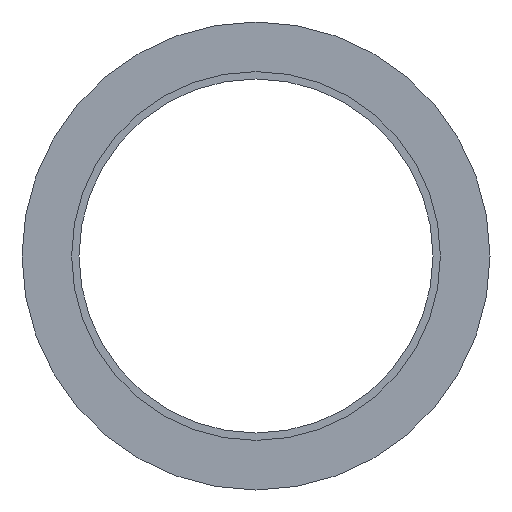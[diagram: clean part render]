
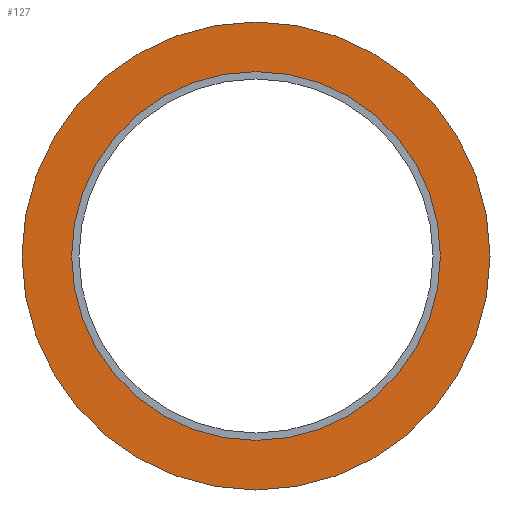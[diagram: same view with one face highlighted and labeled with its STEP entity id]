
A CAD part, front view. The second image highlights one B-rep face of the part: STEP entity #127.
In plain terms, the highlighted planar face has unit normal (0, -1, 0).
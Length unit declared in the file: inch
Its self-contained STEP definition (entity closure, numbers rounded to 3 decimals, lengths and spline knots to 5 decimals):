
#2 = CARTESIAN_POINT ( 'NONE',  ( -0.591, 0., 0. ) ) ;
#3 = DIRECTION ( 'NONE',  ( 0., -1., 0. ) ) ;
#25 = AXIS2_PLACEMENT_3D ( 'NONE', #290, #146, #107 ) ;
#60 = DIRECTION ( 'NONE',  ( -1., 0., 0. ) ) ;
#72 = ORIENTED_EDGE ( 'NONE', *, *, #168, .T. ) ;
#78 = EDGE_CURVE ( 'NONE', #275, #283, #194, .T. ) ;
#88 = CARTESIAN_POINT ( 'NONE',  ( 0., 0., 0. ) ) ;
#91 = CARTESIAN_POINT ( 'NONE',  ( 0.591, 0., 0. ) ) ;
#96 = CIRCLE ( 'NONE', #263, 0.75 ) ;
#105 = CIRCLE ( 'NONE', #350, 0.591 ) ;
#107 = DIRECTION ( 'NONE',  ( 1., 0., 0. ) ) ;
#109 = EDGE_LOOP ( 'NONE', ( #72, #131 ) ) ;
#118 = AXIS2_PLACEMENT_3D ( 'NONE', #362, #278, #304 ) ;
#126 = CARTESIAN_POINT ( 'NONE',  ( -0.75, 0., 0. ) ) ;
#127 = ADVANCED_FACE ( 'NONE', ( #213, #382 ), #153, .F. ) ;
#131 = ORIENTED_EDGE ( 'NONE', *, *, #78, .T. ) ;
#133 = VERTEX_POINT ( 'NONE', #296 ) ;
#144 = EDGE_LOOP ( 'NONE', ( #243, #229 ) ) ;
#146 = DIRECTION ( 'NONE',  ( 0., -1., 0. ) ) ;
#150 = DIRECTION ( 'NONE',  ( 1., 0., 0. ) ) ;
#153 = PLANE ( 'NONE',  #368 ) ;
#168 = EDGE_CURVE ( 'NONE', #283, #275, #96, .T. ) ;
#172 = CARTESIAN_POINT ( 'NONE',  ( 0., 0., 0. ) ) ;
#194 = CIRCLE ( 'NONE', #25, 0.75 ) ;
#213 = FACE_BOUND ( 'NONE', #144, .T. ) ;
#215 = DIRECTION ( 'NONE',  ( 1., 0., 0. ) ) ;
#229 = ORIENTED_EDGE ( 'NONE', *, *, #286, .F. ) ;
#231 = CIRCLE ( 'NONE', #118, 0.591 ) ;
#242 = CARTESIAN_POINT ( 'NONE',  ( 0.75, 0., 0. ) ) ;
#243 = ORIENTED_EDGE ( 'NONE', *, *, #301, .F. ) ;
#263 = AXIS2_PLACEMENT_3D ( 'NONE', #172, #3, #150 ) ;
#272 = DIRECTION ( 'NONE',  ( 0., -1., 0. ) ) ;
#275 = VERTEX_POINT ( 'NONE', #126 ) ;
#278 = DIRECTION ( 'NONE',  ( 0., -1., 0. ) ) ;
#283 = VERTEX_POINT ( 'NONE', #242 ) ;
#286 = EDGE_CURVE ( 'NONE', #133, #309, #231, .T. ) ;
#290 = CARTESIAN_POINT ( 'NONE',  ( 0., 0., 0. ) ) ;
#296 = CARTESIAN_POINT ( 'NONE',  ( -0.591, 0., 0. ) ) ;
#301 = EDGE_CURVE ( 'NONE', #309, #133, #105, .T. ) ;
#304 = DIRECTION ( 'NONE',  ( 1., 0., 0. ) ) ;
#309 = VERTEX_POINT ( 'NONE', #91 ) ;
#332 = DIRECTION ( 'NONE',  ( 0., 1., 0. ) ) ;
#350 = AXIS2_PLACEMENT_3D ( 'NONE', #88, #272, #215 ) ;
#362 = CARTESIAN_POINT ( 'NONE',  ( 0., 0., 0. ) ) ;
#368 = AXIS2_PLACEMENT_3D ( 'NONE', #2, #332, #60 ) ;
#382 = FACE_OUTER_BOUND ( 'NONE', #109, .T. ) ;
